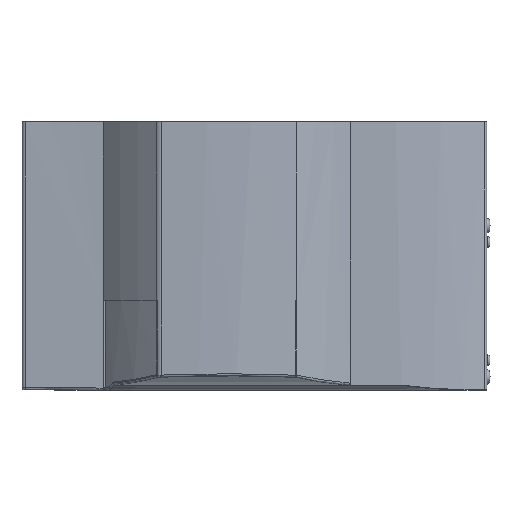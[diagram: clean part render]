
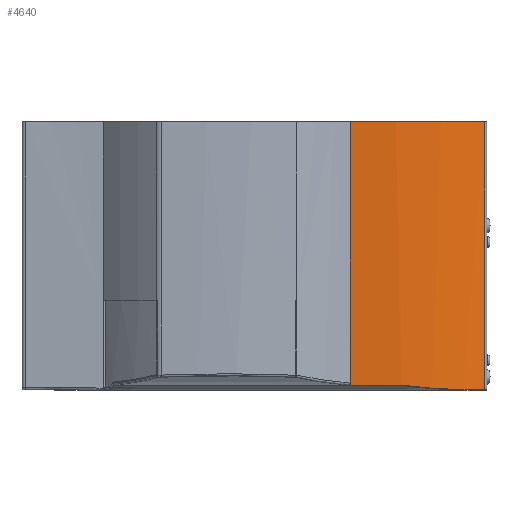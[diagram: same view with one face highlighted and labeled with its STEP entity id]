
A CAD part, top view. The second image highlights one B-rep face of the part: STEP entity #4640.
In plain terms, the highlighted cylindrical face has radius 3542.46 mm (diameter 7084.93 mm), a partial arc.
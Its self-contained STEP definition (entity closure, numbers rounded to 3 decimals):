
#208=CARTESIAN_POINT('Vertex',(1913.204,-816.002,27.621)) ;
#212=CARTESIAN_POINT('Control Point',(1913.204,-816.002,27.621)) ;
#213=CARTESIAN_POINT('Control Point',(1893.62,-816.132,32.162)) ;
#214=CARTESIAN_POINT('Control Point',(1874.001,-815.994,36.564)) ;
#215=CARTESIAN_POINT('Control Point',(1854.355,-815.623,40.827)) ;
#216=CARTESIAN_POINT('Control Point',(1803.726,-814.13,51.435)) ;
#217=CARTESIAN_POINT('Control Point',(1752.95,-811.401,61.111)) ;
#218=CARTESIAN_POINT('Control Point',(1721.866,-809.355,66.676)) ;
#219=CARTESIAN_POINT('Control Point',(1662.157,-804.826,76.68)) ;
#220=CARTESIAN_POINT('Control Point',(1602.319,-799.36,85.397)) ;
#221=CARTESIAN_POINT('Control Point',(1573.645,-796.575,89.276)) ;
#222=CARTESIAN_POINT('Control Point',(1514.032,-790.529,96.721)) ;
#223=CARTESIAN_POINT('Control Point',(1454.301,-784.162,102.899)) ;
#224=CARTESIAN_POINT('Control Point',(1423.293,-780.838,105.762)) ;
#225=CARTESIAN_POINT('Control Point',(1392.248,-777.566,108.285)) ;
#226=CARTESIAN_POINT('Control Point',(1361.16,-774.457,110.467)) ;
#227=CARTESIAN_POINT('Vertex',(1361.16,-774.457,110.467)) ;
#4582=CARTESIAN_POINT('Axis2P3D Location',(1113.08,0.,-3423.299)) ;
#4587=CARTESIAN_POINT('Line Origine',(2112.701,410.5,-24.798)) ;
#4591=CARTESIAN_POINT('Vertex',(2112.701,-814.055,-24.798)) ;
#4593=CARTESIAN_POINT('Vertex',(2112.701,1642.,-24.798)) ;
#4596=CARTESIAN_POINT('Axis2P3D Location',(1113.08,1642.,-3423.299)) ;
#4600=CARTESIAN_POINT('Vertex',(881.27,1642.,111.572)) ;
#4603=CARTESIAN_POINT('Line Origine',(881.27,410.5,111.572)) ;
#4607=CARTESIAN_POINT('Vertex',(881.27,-774.368,111.572)) ;
#4611=CARTESIAN_POINT('Control Point',(881.27,-774.368,111.572)) ;
#4612=CARTESIAN_POINT('Control Point',(997.009,-773.758,119.162)) ;
#4613=CARTESIAN_POINT('Control Point',(1113.08,-773.507,121.699)) ;
#4614=CARTESIAN_POINT('Control Point',(1229.152,-773.758,119.162)) ;
#4615=CARTESIAN_POINT('Control Point',(1344.891,-774.368,111.572)) ;
#4616=CARTESIAN_POINT('Vertex',(1344.891,-774.368,111.572)) ;
#4620=CARTESIAN_POINT('Control Point',(1344.891,-774.368,111.572)) ;
#4621=CARTESIAN_POINT('Control Point',(1350.311,-774.397,111.216)) ;
#4622=CARTESIAN_POINT('Control Point',(1355.742,-774.426,110.848)) ;
#4623=CARTESIAN_POINT('Control Point',(1361.16,-774.457,110.467)) ;
#4626=CARTESIAN_POINT('Control Point',(1913.204,-816.002,27.621)) ;
#4627=CARTESIAN_POINT('Control Point',(1980.196,-815.558,12.089)) ;
#4628=CARTESIAN_POINT('Control Point',(2046.733,-814.942,-5.395)) ;
#4629=CARTESIAN_POINT('Control Point',(2112.701,-814.055,-24.798)) ;
#4583=DIRECTION('Axis2P3D Direction',(0.,1.,0.)) ;
#4584=DIRECTION('Axis2P3D XDirection',(-0.065,0.,0.998)) ;
#4588=DIRECTION('Vector Direction',(0.,1.,0.)) ;
#4597=DIRECTION('Axis2P3D Direction',(0.,1.,0.)) ;
#4604=DIRECTION('Vector Direction',(0.,1.,0.)) ;
#4585=AXIS2_PLACEMENT_3D('Cylinder Axis2P3D',#4582,#4583,#4584) ;
#4598=AXIS2_PLACEMENT_3D('Circle Axis2P3D',#4596,#4597,$) ;
#4632=ORIENTED_EDGE('',*,*,#4595,.T.) ;
#4633=ORIENTED_EDGE('',*,*,#4602,.F.) ;
#4634=ORIENTED_EDGE('',*,*,#4609,.F.) ;
#4635=ORIENTED_EDGE('',*,*,#4618,.T.) ;
#4636=ORIENTED_EDGE('',*,*,#4624,.F.) ;
#4637=ORIENTED_EDGE('',*,*,#229,.T.) ;
#4638=ORIENTED_EDGE('',*,*,#4630,.F.) ;
#4589=VECTOR('Line Direction',#4588,1.) ;
#4605=VECTOR('Line Direction',#4604,1.) ;
#4640=ADVANCED_FACE('PartBody',(#4639),#4586,.T.) ;
#211=B_SPLINE_CURVE_WITH_KNOTS('',5,(#212,#213,#214,#215,#216,#217,#218,#219,#220,#221,#222,#223,#224,#225,#226),.UNSPECIFIED.,.F.,.U.,(6,3,3,3,6),(835.423,977.677,1201.475,1406.99,1628.384),.UNSPECIFIED.) ;
#4610=B_SPLINE_CURVE_WITH_KNOTS('',4,(#4611,#4612,#4613,#4614,#4615),.UNSPECIFIED.,.F.,.U.,(5,5),(0.,656.133),.UNSPECIFIED.) ;
#4619=B_SPLINE_CURVE_WITH_KNOTS('',3,(#4620,#4621,#4622,#4623),.UNSPECIFIED.,.F.,.U.,(4,4),(0.,23.046),.UNSPECIFIED.) ;
#4625=B_SPLINE_CURVE_WITH_KNOTS('',3,(#4626,#4627,#4628,#4629),.UNSPECIFIED.,.F.,.U.,(4,4),(4405.449,4697.022),.UNSPECIFIED.) ;
#4599=CIRCLE('generated circle',#4598,3542.464) ;
#4586=CYLINDRICAL_SURFACE('generated cylinder',#4585,3542.464) ;
#229=EDGE_CURVE('',#228,#209,#211,.F.) ;
#4595=EDGE_CURVE('',#4592,#4594,#4590,.T.) ;
#4602=EDGE_CURVE('',#4601,#4594,#4599,.T.) ;
#4609=EDGE_CURVE('',#4608,#4601,#4606,.T.) ;
#4618=EDGE_CURVE('',#4608,#4617,#4610,.T.) ;
#4624=EDGE_CURVE('',#228,#4617,#4619,.F.) ;
#4630=EDGE_CURVE('',#4592,#209,#4625,.F.) ;
#4631=EDGE_LOOP('',(#4632,#4633,#4634,#4635,#4636,#4637,#4638)) ;
#4639=FACE_OUTER_BOUND('',#4631,.T.) ;
#4590=LINE('Line',#4587,#4589) ;
#4606=LINE('Line',#4603,#4605) ;
#209=VERTEX_POINT('',#208) ;
#228=VERTEX_POINT('',#227) ;
#4592=VERTEX_POINT('',#4591) ;
#4594=VERTEX_POINT('',#4593) ;
#4601=VERTEX_POINT('',#4600) ;
#4608=VERTEX_POINT('',#4607) ;
#4617=VERTEX_POINT('',#4616) ;
